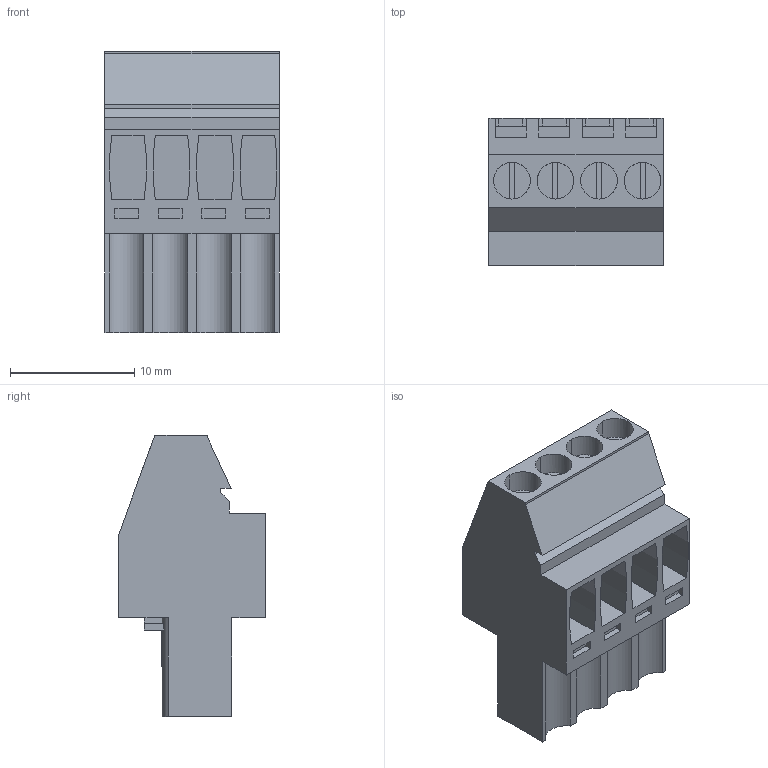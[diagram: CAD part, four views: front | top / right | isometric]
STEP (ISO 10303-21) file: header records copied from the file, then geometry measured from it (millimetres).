
FILE_DESCRIPTION(('CATIA V5 STEP Exchange','CAx-IF Rec.Pracs.--- Model Styling and Organization---1.2---2011-12-15'),'2;1');
FILE_NAME ('D1454108_0_1639720000_1639720000.stp','2017-04-20T07:10:44+00:00',('none'),('Weidmueller'),'CATIA Version 5-6 Release 2014','CATIA V5 STEP AP214','none');
FILE_SCHEMA(('AUTOMOTIVE_DESIGN { 1 0 10303 214 1 1 1 1 }'));
Length unit declared in the file: millimetre
Products named in the file (1): 1639720000
Bounding box: 14 x 11.83 x 22.6 mm (x, y, z)
Volume: 2127.1 mm3; surface area: 1939.4 mm2
Topology: 5 solids, 5 shells, 242 faces, 663 edges, 447 vertices
Faces by surface type: plane 210, cylinder 32
Entity records: 7298 total; most frequent: CARTESIAN_POINT 1344, ORIENTED_EDGE 1326, DIRECTION 1025, EDGE_CURVE 663, VECTOR 559, LINE 559, VERTEX_POINT 447, AXIS2_PLACEMENT_3D 282
